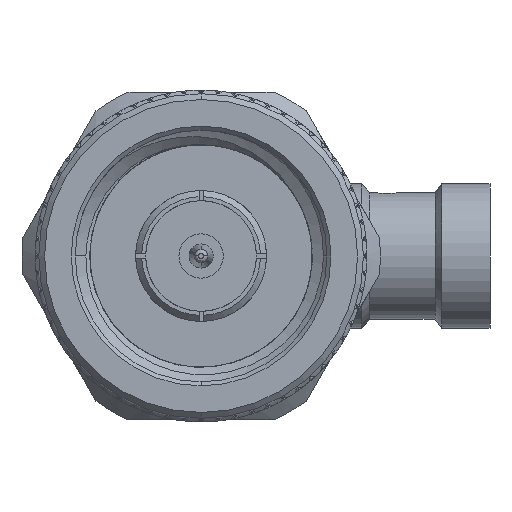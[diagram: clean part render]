
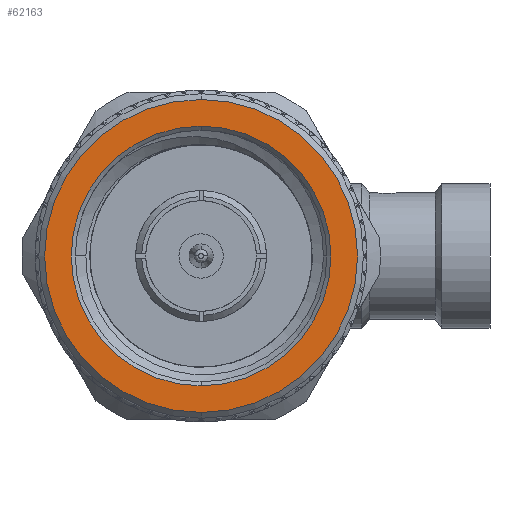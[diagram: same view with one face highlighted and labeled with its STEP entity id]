
A CAD part, front view. The second image highlights one B-rep face of the part: STEP entity #62163.
In plain terms, the highlighted planar face has unit normal (0, -1, 0).
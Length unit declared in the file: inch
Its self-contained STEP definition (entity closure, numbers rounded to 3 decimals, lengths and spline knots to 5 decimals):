
#132 = EDGE_CURVE ( 'NONE', #54077, #61017, #20730, .T. ) ;
#596 = CARTESIAN_POINT ( 'NONE',  ( 0., 0., 0.38863 ) ) ;
#5006 = CARTESIAN_POINT ( 'NONE',  ( 0., 0., 0. ) ) ;
#6236 = DIRECTION ( 'NONE',  ( 0., 0., -1. ) ) ;
#7169 = VERTEX_POINT ( 'NONE', #55438 ) ;
#8790 = ORIENTED_EDGE ( 'NONE', *, *, #64249, .T. ) ;
#12511 = CIRCLE ( 'NONE', #54463, 0.38863 ) ;
#12667 = CIRCLE ( 'NONE', #69007, 0.3225 ) ;
#14455 = CARTESIAN_POINT ( 'NONE',  ( 0., 0., 0. ) ) ;
#15314 = DIRECTION ( 'NONE',  ( 0., 1., 0. ) ) ;
#18487 = CARTESIAN_POINT ( 'NONE',  ( 0., 0., 0.3225 ) ) ;
#18773 = ORIENTED_EDGE ( 'NONE', *, *, #25112, .F. ) ;
#18968 = DIRECTION ( 'NONE',  ( 0., 0., 1. ) ) ;
#20730 = CIRCLE ( 'NONE', #47150, 0.3225 ) ;
#22220 = DIRECTION ( 'NONE',  ( 0., 0., 1. ) ) ;
#25112 = EDGE_CURVE ( 'NONE', #44057, #7169, #50104, .T. ) ;
#30288 = DIRECTION ( 'NONE',  ( 0., 1., 0. ) ) ;
#30506 = AXIS2_PLACEMENT_3D ( 'NONE', #5006, #50769, #22220 ) ;
#32245 = CARTESIAN_POINT ( 'NONE',  ( 0., 0., 0. ) ) ;
#32628 = DIRECTION ( 'NONE',  ( 0., 0., 1. ) ) ;
#33501 = EDGE_LOOP ( 'NONE', ( #60266, #18773 ) ) ;
#34771 = CARTESIAN_POINT ( 'NONE',  ( 0., 0., 0. ) ) ;
#35072 = ORIENTED_EDGE ( 'NONE', *, *, #132, .T. ) ;
#37080 = CARTESIAN_POINT ( 'NONE',  ( 0., 0., -0.3225 ) ) ;
#37897 = CARTESIAN_POINT ( 'NONE',  ( 0., 0., 0. ) ) ;
#39183 = FACE_BOUND ( 'NONE', #44777, .T. ) ;
#44057 = VERTEX_POINT ( 'NONE', #596 ) ;
#44777 = EDGE_LOOP ( 'NONE', ( #35072, #8790 ) ) ;
#47150 = AXIS2_PLACEMENT_3D ( 'NONE', #14455, #30288, #18968 ) ;
#50104 = CIRCLE ( 'NONE', #52467, 0.38863 ) ;
#50769 = DIRECTION ( 'NONE',  ( 0., -1., 0. ) ) ;
#52467 = AXIS2_PLACEMENT_3D ( 'NONE', #34771, #57629, #6236 ) ;
#54077 = VERTEX_POINT ( 'NONE', #18487 ) ;
#54463 = AXIS2_PLACEMENT_3D ( 'NONE', #32245, #15314, #55478 ) ;
#55438 = CARTESIAN_POINT ( 'NONE',  ( 0., 0., -0.38863 ) ) ;
#55478 = DIRECTION ( 'NONE',  ( 0., 0., -1. ) ) ;
#57629 = DIRECTION ( 'NONE',  ( 0., 1., 0. ) ) ;
#60266 = ORIENTED_EDGE ( 'NONE', *, *, #62604, .F. ) ;
#60731 = DIRECTION ( 'NONE',  ( 0., 1., 0. ) ) ;
#61017 = VERTEX_POINT ( 'NONE', #37080 ) ;
#62013 = PLANE ( 'NONE',  #30506 ) ;
#62163 = ADVANCED_FACE ( 'NONE', ( #67636, #39183 ), #62013, .T. ) ;
#62604 = EDGE_CURVE ( 'NONE', #7169, #44057, #12511, .T. ) ;
#64249 = EDGE_CURVE ( 'NONE', #61017, #54077, #12667, .T. ) ;
#67636 = FACE_OUTER_BOUND ( 'NONE', #33501, .T. ) ;
#69007 = AXIS2_PLACEMENT_3D ( 'NONE', #37897, #60731, #32628 ) ;
